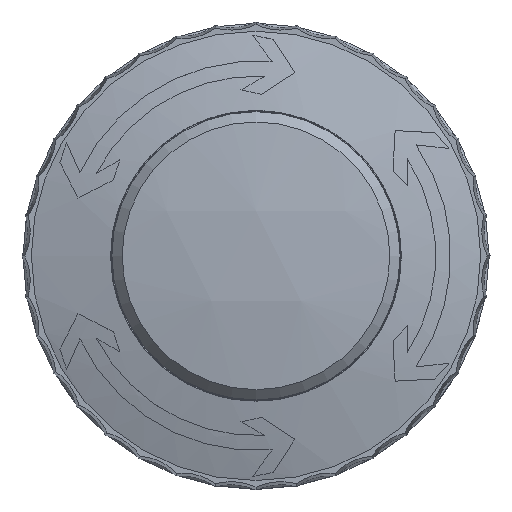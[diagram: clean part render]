
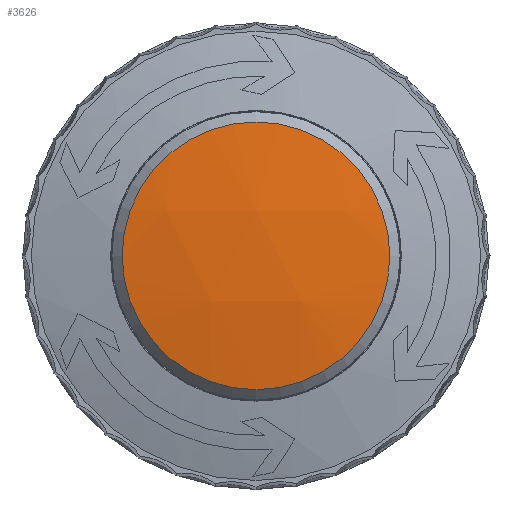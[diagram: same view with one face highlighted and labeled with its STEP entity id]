
A CAD part, top view. The second image highlights one B-rep face of the part: STEP entity #3626.
In plain terms, the highlighted spherical face has radius 42.3 mm.
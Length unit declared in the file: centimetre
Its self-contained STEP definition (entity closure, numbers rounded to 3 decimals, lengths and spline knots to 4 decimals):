
#267=SPHERICAL_SURFACE('',#3914,4.23);
#311=FACE_OUTER_BOUND('',#556,.T.);
#556=EDGE_LOOP('',(#2502));
#1220=CIRCLE('',#3913,0.7148);
#1508=VERTEX_POINT('',#5768);
#1899=EDGE_CURVE('',#1508,#1508,#1220,.T.);
#2502=ORIENTED_EDGE('',*,*,#1899,.F.);
#3626=ADVANCED_FACE('',(#311),#267,.T.);
#3913=AXIS2_PLACEMENT_3D('',#5769,#4551,#4552);
#3914=AXIS2_PLACEMENT_3D('',#5770,#4553,#4554);
#4551=DIRECTION('center_axis',(0.,0.,
-1.));
#4552=DIRECTION('ref_axis',(1.,0.,0.));
#4553=DIRECTION('center_axis',(0.,-1.,0.));
#4554=DIRECTION('ref_axis',(1.,0.,0.));
#5768=CARTESIAN_POINT('',(0.7694,1.1618,8.3969));
#5769=CARTESIAN_POINT('Origin',(0.0545,1.1618,8.3969));
#5770=CARTESIAN_POINT('Origin',(0.0545,1.1618,4.2277));
